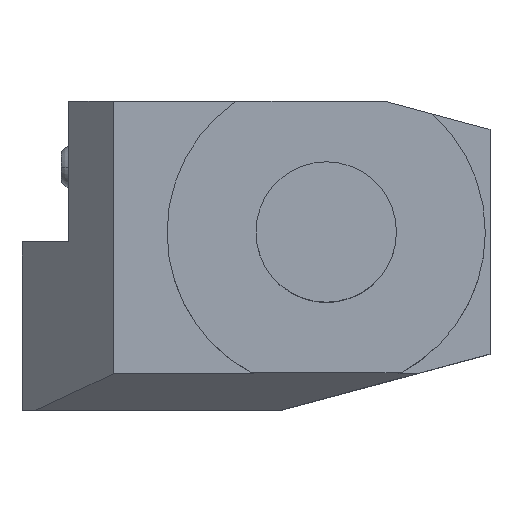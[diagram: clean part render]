
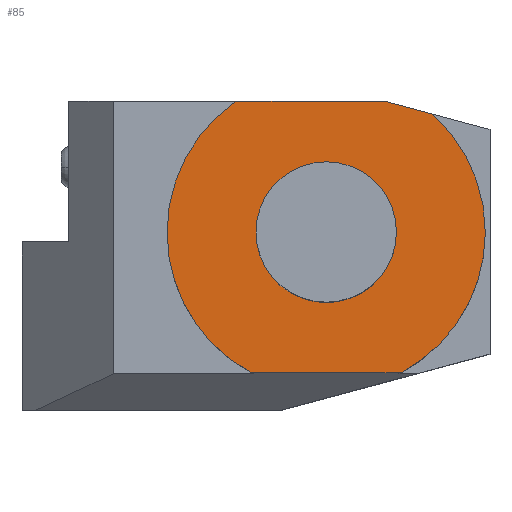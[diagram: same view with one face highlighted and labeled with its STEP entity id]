
A CAD part, top view. The second image highlights one B-rep face of the part: STEP entity #85.
In plain terms, the highlighted planar face has unit normal (0, 0, 1).
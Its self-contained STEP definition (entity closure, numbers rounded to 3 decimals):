
#44=FACE_BOUND('',#160,.T.);
#45=FACE_BOUND('',#161,.T.);
#53=PLANE('',#751);
#85=ADVANCED_FACE('',(#44,#45),#53,.F.);
#160=EDGE_LOOP('',(#226,#227,#228,#229,#230,#231,#232));
#161=EDGE_LOOP('',(#233,#234));
#199=CIRCLE('',#741,15.);
#201=CIRCLE('',#745,15.);
#202=CIRCLE('',#747,34.);
#203=CIRCLE('',#748,34.);
#204=CIRCLE('',#749,34.);
#205=CIRCLE('',#750,34.);
#226=ORIENTED_EDGE('',*,*,#476,.T.);
#227=ORIENTED_EDGE('',*,*,#477,.F.);
#228=ORIENTED_EDGE('',*,*,#478,.T.);
#229=ORIENTED_EDGE('',*,*,#479,.T.);
#230=ORIENTED_EDGE('',*,*,#480,.T.);
#231=ORIENTED_EDGE('',*,*,#481,.T.);
#232=ORIENTED_EDGE('',*,*,#482,.T.);
#233=ORIENTED_EDGE('',*,*,#473,.T.);
#234=ORIENTED_EDGE('',*,*,#475,.T.);
#407=VERTEX_POINT('',#994);
#409=VERTEX_POINT('',#998);
#410=VERTEX_POINT('',#1006);
#411=VERTEX_POINT('',#1007);
#412=VERTEX_POINT('',#1009);
#413=VERTEX_POINT('',#1011);
#414=VERTEX_POINT('',#1013);
#415=VERTEX_POINT('',#1015);
#416=VERTEX_POINT('',#1017);
#473=EDGE_CURVE('',#407,#409,#199,.T.);
#475=EDGE_CURVE('',#409,#407,#201,.T.);
#476=EDGE_CURVE('',#410,#411,#202,.T.);
#477=EDGE_CURVE('',#412,#411,#567,.T.);
#478=EDGE_CURVE('',#412,#413,#203,.T.);
#479=EDGE_CURVE('',#413,#414,#204,.T.);
#480=EDGE_CURVE('',#414,#415,#568,.T.);
#481=EDGE_CURVE('',#415,#416,#569,.T.);
#482=EDGE_CURVE('',#416,#410,#205,.T.);
#567=LINE('',#1008,#642);
#568=LINE('',#1014,#643);
#569=LINE('',#1016,#644);
#642=VECTOR('',#821,1.);
#643=VECTOR('',#826,1.);
#644=VECTOR('',#827,1.);
#741=AXIS2_PLACEMENT_3D('',#999,#807,#808);
#745=AXIS2_PLACEMENT_3D('',#1003,#815,#816);
#747=AXIS2_PLACEMENT_3D('',#1005,#819,#820);
#748=AXIS2_PLACEMENT_3D('',#1010,#822,#823);
#749=AXIS2_PLACEMENT_3D('',#1012,#824,#825);
#750=AXIS2_PLACEMENT_3D('',#1018,#828,#829);
#751=AXIS2_PLACEMENT_3D('',#1019,#830,#831);
#807=DIRECTION('',(0.,0.,-1.));
#808=DIRECTION('',(-1.,0.,0.));
#815=DIRECTION('',(0.,0.,-1.));
#816=DIRECTION('',(-1.,0.,0.));
#819=DIRECTION('',(0.,0.,1.));
#820=DIRECTION('',(-1.,0.,0.));
#821=DIRECTION('',(-1.,0.,0.));
#822=DIRECTION('',(0.,0.,1.));
#823=DIRECTION('',(0.471,-0.882,0.));
#824=DIRECTION('',(0.,0.,1.));
#825=DIRECTION('',(1.,0.,0.));
#826=DIRECTION('',(-0.966,0.259,0.));
#827=DIRECTION('',(-1.,0.,0.));
#828=DIRECTION('',(0.,0.,1.));
#829=DIRECTION('',(-0.567,0.824,0.));
#830=DIRECTION('',(0.,0.,-1.));
#831=DIRECTION('',(1.,0.,0.));
#994=CARTESIAN_POINT('',(15.,0.,0.));
#998=CARTESIAN_POINT('',(-15.,0.,0.));
#999=CARTESIAN_POINT('',(0.,0.,0.));
#1003=CARTESIAN_POINT('',(0.,0.,0.));
#1005=CARTESIAN_POINT('',(0.,0.,0.));
#1006=CARTESIAN_POINT('',(-34.,0.,0.));
#1007=CARTESIAN_POINT('',(-16.,-30.,0.));
#1008=CARTESIAN_POINT('',(16.,-30.,0.));
#1009=CARTESIAN_POINT('',(16.,-30.,0.));
#1010=CARTESIAN_POINT('',(0.,0.,0.));
#1011=CARTESIAN_POINT('',(34.,0.,0.));
#1012=CARTESIAN_POINT('',(0.,0.,0.));
#1013=CARTESIAN_POINT('',(22.726,25.289,0.));
#1014=CARTESIAN_POINT('',(22.726,25.289,0.));
#1015=CARTESIAN_POINT('',(12.608,28.,0.));
#1016=CARTESIAN_POINT('',(12.608,28.,0.));
#1017=CARTESIAN_POINT('',(-19.287,28.,0.));
#1018=CARTESIAN_POINT('',(0.,0.,0.));
#1019=CARTESIAN_POINT('',(0.,17.,0.));
